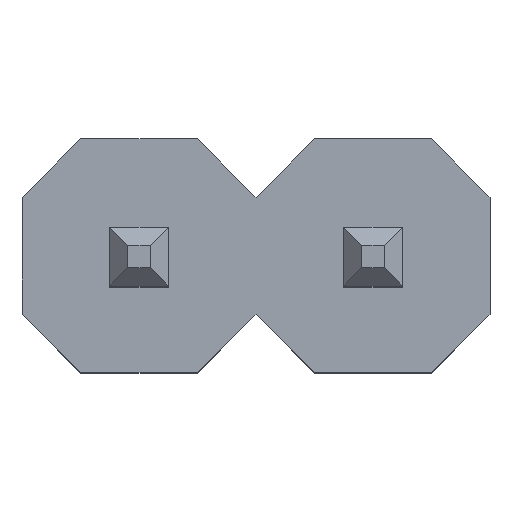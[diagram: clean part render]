
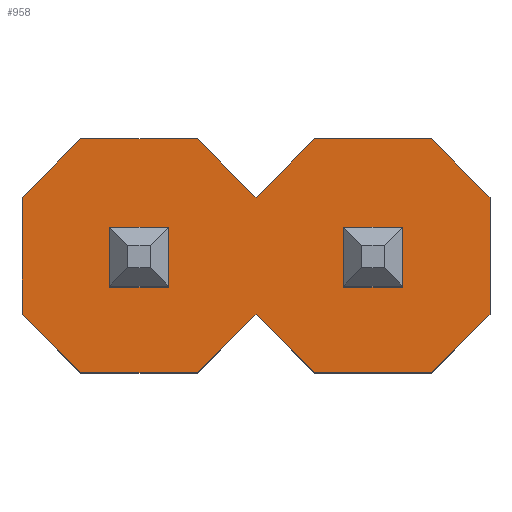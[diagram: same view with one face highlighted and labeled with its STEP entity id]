
A CAD part, top view. The second image highlights one B-rep face of the part: STEP entity #958.
In plain terms, the highlighted planar face has unit normal (0, 0, 1).
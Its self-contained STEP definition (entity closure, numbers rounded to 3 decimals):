
#24=FACE_BOUND('',#130,.T.);
#25=FACE_BOUND('',#131,.T.);
#75=FACE_OUTER_BOUND('',#129,.T.);
#129=EDGE_LOOP('',(#790,#791,#792,#793,#794,#795,#796,#797,#798,#799,#800,
#801,#802,#803));
#130=EDGE_LOOP('',(#804,#805,#806,#807));
#131=EDGE_LOOP('',(#808,#809,#810,#811));
#147=LINE('',#1298,#269);
#150=LINE('',#1303,#272);
#168=LINE('',#1342,#290);
#170=LINE('',#1345,#292);
#174=LINE('',#1355,#296);
#180=LINE('',#1366,#302);
#183=LINE('',#1374,#305);
#187=LINE('',#1383,#309);
#189=LINE('',#1387,#311);
#192=LINE('',#1392,#314);
#194=LINE('',#1395,#316);
#209=LINE('',#1425,#331);
#212=LINE('',#1430,#334);
#230=LINE('',#1469,#352);
#232=LINE('',#1472,#354);
#236=LINE('',#1481,#358);
#246=LINE('',#1501,#368);
#248=LINE('',#1505,#370);
#250=LINE('',#1509,#372);
#252=LINE('',#1513,#374);
#254=LINE('',#1516,#376);
#255=LINE('',#1517,#377);
#269=VECTOR('',#1060,0.64);
#272=VECTOR('',#1065,0.64);
#290=VECTOR('',#1101,0.64);
#292=VECTOR('',#1105,0.64);
#296=VECTOR('',#1115,0.898);
#302=VECTOR('',#1123,1.27);
#305=VECTOR('',#1128,0.898);
#309=VECTOR('',#1134,0.898);
#311=VECTOR('',#1138,0.898);
#314=VECTOR('',#1143,1.27);
#316=VECTOR('',#1147,1.27);
#331=VECTOR('',#1172,0.64);
#334=VECTOR('',#1177,0.64);
#352=VECTOR('',#1213,0.64);
#354=VECTOR('',#1217,0.64);
#358=VECTOR('',#1227,0.898);
#368=VECTOR('',#1241,0.898);
#370=VECTOR('',#1245,1.27);
#372=VECTOR('',#1249,0.898);
#374=VECTOR('',#1253,0.898);
#376=VECTOR('',#1257,1.27);
#377=VECTOR('',#1258,1.27);
#386=VERTEX_POINT('',#1295);
#387=VERTEX_POINT('',#1297);
#388=VERTEX_POINT('',#1301);
#400=VERTEX_POINT('',#1341);
#402=VERTEX_POINT('',#1353);
#403=VERTEX_POINT('',#1354);
#407=VERTEX_POINT('',#1364);
#410=VERTEX_POINT('',#1371);
#411=VERTEX_POINT('',#1373);
#414=VERTEX_POINT('',#1380);
#415=VERTEX_POINT('',#1382);
#416=VERTEX_POINT('',#1386);
#426=VERTEX_POINT('',#1422);
#427=VERTEX_POINT('',#1424);
#428=VERTEX_POINT('',#1428);
#440=VERTEX_POINT('',#1468);
#442=VERTEX_POINT('',#1480);
#449=VERTEX_POINT('',#1498);
#450=VERTEX_POINT('',#1500);
#451=VERTEX_POINT('',#1504);
#452=VERTEX_POINT('',#1508);
#453=VERTEX_POINT('',#1512);
#467=EDGE_CURVE('',#387,#386,#147,.T.);
#470=EDGE_CURVE('',#386,#388,#150,.T.);
#488=EDGE_CURVE('',#400,#387,#168,.T.);
#490=EDGE_CURVE('',#388,#400,#170,.T.);
#494=EDGE_CURVE('',#402,#403,#174,.T.);
#500=EDGE_CURVE('',#407,#402,#180,.T.);
#503=EDGE_CURVE('',#410,#411,#183,.T.);
#507=EDGE_CURVE('',#414,#415,#187,.T.);
#509=EDGE_CURVE('',#416,#407,#189,.T.);
#512=EDGE_CURVE('',#403,#410,#192,.T.);
#514=EDGE_CURVE('',#416,#415,#194,.T.);
#529=EDGE_CURVE('',#427,#426,#209,.T.);
#532=EDGE_CURVE('',#426,#428,#212,.T.);
#550=EDGE_CURVE('',#440,#427,#230,.T.);
#552=EDGE_CURVE('',#428,#440,#232,.T.);
#556=EDGE_CURVE('',#411,#442,#236,.T.);
#566=EDGE_CURVE('',#449,#450,#246,.T.);
#568=EDGE_CURVE('',#451,#450,#248,.T.);
#570=EDGE_CURVE('',#451,#452,#250,.T.);
#572=EDGE_CURVE('',#453,#414,#252,.T.);
#574=EDGE_CURVE('',#453,#452,#254,.T.);
#575=EDGE_CURVE('',#442,#449,#255,.T.);
#790=ORIENTED_EDGE('',*,*,#556,.F.);
#791=ORIENTED_EDGE('',*,*,#503,.F.);
#792=ORIENTED_EDGE('',*,*,#512,.F.);
#793=ORIENTED_EDGE('',*,*,#494,.F.);
#794=ORIENTED_EDGE('',*,*,#500,.F.);
#795=ORIENTED_EDGE('',*,*,#509,.F.);
#796=ORIENTED_EDGE('',*,*,#514,.T.);
#797=ORIENTED_EDGE('',*,*,#507,.F.);
#798=ORIENTED_EDGE('',*,*,#572,.F.);
#799=ORIENTED_EDGE('',*,*,#574,.T.);
#800=ORIENTED_EDGE('',*,*,#570,.F.);
#801=ORIENTED_EDGE('',*,*,#568,.T.);
#802=ORIENTED_EDGE('',*,*,#566,.F.);
#803=ORIENTED_EDGE('',*,*,#575,.F.);
#804=ORIENTED_EDGE('',*,*,#488,.T.);
#805=ORIENTED_EDGE('',*,*,#467,.T.);
#806=ORIENTED_EDGE('',*,*,#470,.T.);
#807=ORIENTED_EDGE('',*,*,#490,.T.);
#808=ORIENTED_EDGE('',*,*,#550,.T.);
#809=ORIENTED_EDGE('',*,*,#529,.T.);
#810=ORIENTED_EDGE('',*,*,#532,.T.);
#811=ORIENTED_EDGE('',*,*,#552,.T.);
#869=PLANE('',#1026);
#958=ADVANCED_FACE('',(#75,#24,#25),#869,.T.);
#1026=AXIS2_PLACEMENT_3D('',#1515,#1255,#1256);
#1060=DIRECTION('',(1.,0.,0.));
#1065=DIRECTION('',(0.,-1.,0.));
#1101=DIRECTION('',(0.,1.,0.));
#1105=DIRECTION('',(-1.,0.,0.));
#1115=DIRECTION('',(0.707,0.707,0.));
#1123=DIRECTION('',(0.,1.,0.));
#1128=DIRECTION('',(0.707,-0.707,0.));
#1134=DIRECTION('',(-0.707,-0.707,0.));
#1138=DIRECTION('',(-0.707,0.707,0.));
#1143=DIRECTION('',(1.,0.,0.));
#1147=DIRECTION('',(1.,0.,0.));
#1172=DIRECTION('',(1.,0.,0.));
#1177=DIRECTION('',(0.,-1.,0.));
#1213=DIRECTION('',(0.,1.,0.));
#1217=DIRECTION('',(-1.,0.,0.));
#1227=DIRECTION('',(0.707,0.707,0.));
#1241=DIRECTION('',(0.707,-0.707,0.));
#1245=DIRECTION('',(0.,1.,0.));
#1249=DIRECTION('',(-0.707,-0.707,0.));
#1253=DIRECTION('',(-0.707,0.707,0.));
#1255=DIRECTION('center_axis',(0.,0.,1.));
#1256=DIRECTION('ref_axis',(1.,0.,0.));
#1257=DIRECTION('',(1.,0.,0.));
#1258=DIRECTION('',(1.,0.,0.));
#1295=CARTESIAN_POINT('',(-2.22,0.32,2.54));
#1297=CARTESIAN_POINT('',(-2.86,0.32,2.54));
#1298=CARTESIAN_POINT('',(-3.015,0.32,2.54));
#1301=CARTESIAN_POINT('',(-2.22,-0.32,2.54));
#1303=CARTESIAN_POINT('',(-2.22,-0.785,2.54));
#1341=CARTESIAN_POINT('',(-2.86,-0.32,2.54));
#1342=CARTESIAN_POINT('',(-2.86,-0.465,2.54));
#1345=CARTESIAN_POINT('',(-3.335,-0.32,2.54));
#1353=CARTESIAN_POINT('',(-3.81,0.655,2.54));
#1354=CARTESIAN_POINT('',(-3.175,1.29,2.54));
#1355=CARTESIAN_POINT('',(-4.128,0.338,2.54));
#1364=CARTESIAN_POINT('',(-3.81,-0.615,2.54));
#1366=CARTESIAN_POINT('',(-3.81,-1.25,2.54));
#1371=CARTESIAN_POINT('',(-1.905,1.29,2.54));
#1373=CARTESIAN_POINT('',(-1.27,0.655,2.54));
#1374=CARTESIAN_POINT('',(-1.588,0.973,2.54));
#1380=CARTESIAN_POINT('',(-1.27,-0.615,2.54));
#1382=CARTESIAN_POINT('',(-1.905,-1.25,2.54));
#1383=CARTESIAN_POINT('',(-2.223,-1.568,2.54));
#1386=CARTESIAN_POINT('',(-3.175,-1.25,2.54));
#1387=CARTESIAN_POINT('',(-3.493,-0.933,2.54));
#1392=CARTESIAN_POINT('',(-3.81,1.29,2.54));
#1395=CARTESIAN_POINT('',(-3.81,-1.25,2.54));
#1422=CARTESIAN_POINT('',(0.32,0.32,2.54));
#1424=CARTESIAN_POINT('',(-0.32,0.32,2.54));
#1425=CARTESIAN_POINT('',(-0.475,0.32,2.54));
#1428=CARTESIAN_POINT('',(0.32,-0.32,2.54));
#1430=CARTESIAN_POINT('',(0.32,-0.785,2.54));
#1468=CARTESIAN_POINT('',(-0.32,-0.32,2.54));
#1469=CARTESIAN_POINT('',(-0.32,-0.465,2.54));
#1472=CARTESIAN_POINT('',(-0.795,-0.32,2.54));
#1480=CARTESIAN_POINT('',(-0.635,1.29,2.54));
#1481=CARTESIAN_POINT('',(-1.588,0.338,2.54));
#1498=CARTESIAN_POINT('',(0.635,1.29,2.54));
#1500=CARTESIAN_POINT('',(1.27,0.655,2.54));
#1501=CARTESIAN_POINT('',(0.953,0.973,2.54));
#1504=CARTESIAN_POINT('',(1.27,-0.615,2.54));
#1505=CARTESIAN_POINT('',(1.27,-1.25,2.54));
#1508=CARTESIAN_POINT('',(0.635,-1.25,2.54));
#1509=CARTESIAN_POINT('',(0.318,-1.568,2.54));
#1512=CARTESIAN_POINT('',(-0.635,-1.25,2.54));
#1513=CARTESIAN_POINT('',(-0.952,-0.933,2.54));
#1515=CARTESIAN_POINT('Origin',(-1.27,-1.25,2.54));
#1516=CARTESIAN_POINT('',(-1.27,-1.25,2.54));
#1517=CARTESIAN_POINT('',(-1.27,1.29,2.54));
